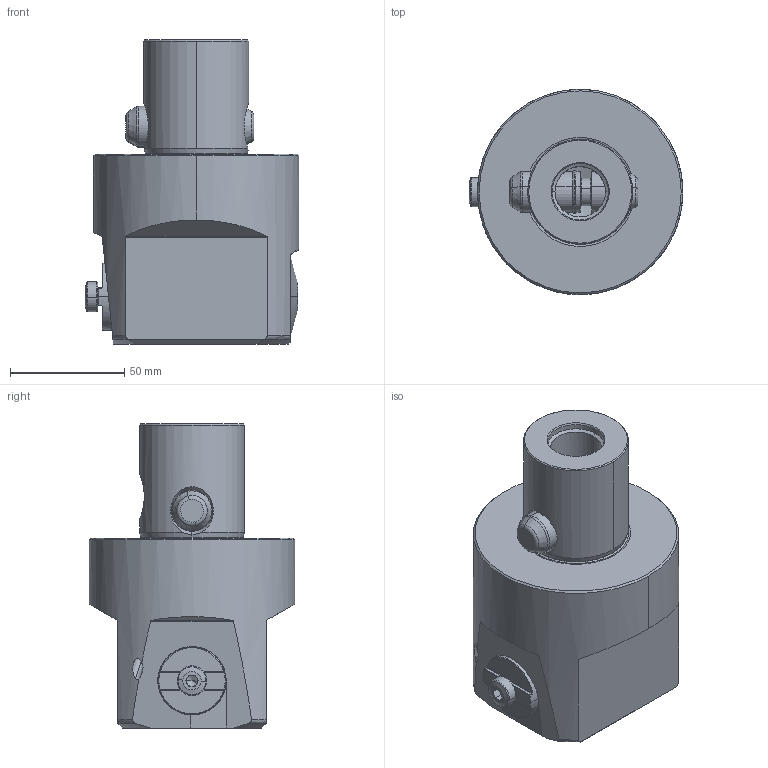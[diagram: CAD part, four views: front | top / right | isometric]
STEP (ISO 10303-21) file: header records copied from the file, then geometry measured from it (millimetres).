
FILE_DESCRIPTION(('no description'),'unknown implementation level');
FILE_NAME('2617C96D-BF8A-490E-936F-DE29A19FBA24_export.stp',' ',('CIMSOURCE GmbH'),('CADClick - KiM GmbH - www.kimweb.de'),'unknown preprocess','ACIS','unknown authorization');
FILE_SCHEMA(('automotive_design'));
Length unit declared in the file: millimetre
Products named in the file (5): 310.701 Kaiser EWN 100-153(203) X CK7|310.750 Kaiser Werkzeugtr�ger EWN 100-203_Standard;NONE; 310.701 Kaiser EWN 100-153(203) X CK7|310.730 Kaiser Werkzeugk�rper zu EWN 100-203 x CK7B_Standard;NONE; 310.701 Kaiser EWN 100-153(203) X CK7|690.141 Kaiser ETL M8_SW5X16A_Standard;NONE; 310.701 Kaiser EWN 100-153(203) X CK7|691.507 Kaiser ETL �18 X 56K_Standard|693.306 Sprengring_Standard;NONE; 310.701 Kaiser EWN 100-153(203) X CK7|691.507 Kaiser ETL �18 X 56K_Standard|691.527 Mitnehmerbolzen_Standard;NONE
Bounding box: 93.67 x 90 x 133.2 mm (x, y, z)
Volume: 526383.1 mm3; surface area: 67636.5 mm2
Topology: 5 solids, 5 shells, 243 faces, 565 edges, 332 vertices
Faces by surface type: plane 82, cylinder 63, cone 51, torus 36, bspline 11
Entity records: 16990 total; most frequent: CARTESIAN_POINT 5046, DIRECTION 1190, STYLED_ITEM 1134, PRESENTATION_STYLE_ASSIGNMENT 1134, COLOUR_RGB 1134, ORIENTED_EDGE 1118, EDGE_CURVE 559, CURVE_STYLE 559
